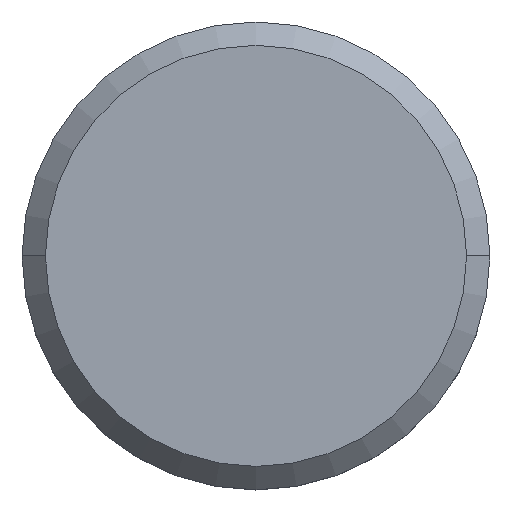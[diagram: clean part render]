
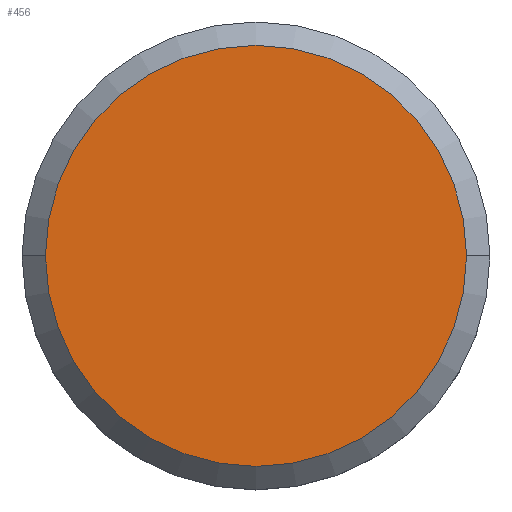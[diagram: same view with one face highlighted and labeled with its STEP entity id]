
A CAD part, top view. The second image highlights one B-rep face of the part: STEP entity #456.
In plain terms, the highlighted planar face has unit normal (0, 0, 1).
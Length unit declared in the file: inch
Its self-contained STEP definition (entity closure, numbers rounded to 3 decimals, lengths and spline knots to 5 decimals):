
#15 = ORIENTED_EDGE ( 'NONE', *, *, #431, .T. ) ;
#34 = ORIENTED_EDGE ( 'NONE', *, *, #440, .T. ) ;
#52 = EDGE_LOOP ( 'NONE', ( #15, #34 ) ) ;
#86 = CARTESIAN_POINT ( 'NONE',  ( -0.16875, 0., 2.04688 ) ) ;
#99 = DIRECTION ( 'NONE',  ( 1., 0., 0. ) ) ;
#147 = DIRECTION ( 'NONE',  ( 1., 0., 0. ) ) ;
#190 = CIRCLE ( 'NONE', #394, 0.16875 ) ;
#191 = CARTESIAN_POINT ( 'NONE',  ( 0., 0., 2.04688 ) ) ;
#206 = AXIS2_PLACEMENT_3D ( 'NONE', #558, #609, #422 ) ;
#220 = FACE_OUTER_BOUND ( 'NONE', #52, .T. ) ;
#227 = VERTEX_POINT ( 'NONE', #86 ) ;
#234 = CARTESIAN_POINT ( 'NONE',  ( 0., 0., 2.04688 ) ) ;
#288 = VERTEX_POINT ( 'NONE', #353 ) ;
#327 = DIRECTION ( 'NONE',  ( 0., 0., 1. ) ) ;
#353 = CARTESIAN_POINT ( 'NONE',  ( 0.16875, 0., 2.04688 ) ) ;
#394 = AXIS2_PLACEMENT_3D ( 'NONE', #191, #605, #147 ) ;
#422 = DIRECTION ( 'NONE',  ( -1., 0., 0. ) ) ;
#431 = EDGE_CURVE ( 'NONE', #227, #288, #190, .T. ) ;
#440 = EDGE_CURVE ( 'NONE', #288, #227, #557, .T. ) ;
#456 = ADVANCED_FACE ( 'NONE', ( #220 ), #561, .F. ) ;
#490 = AXIS2_PLACEMENT_3D ( 'NONE', #234, #327, #99 ) ;
#557 = CIRCLE ( 'NONE', #490, 0.16875 ) ;
#558 = CARTESIAN_POINT ( 'NONE',  ( 0., 0.16875, 2.04688 ) ) ;
#561 = PLANE ( 'NONE',  #206 ) ;
#605 = DIRECTION ( 'NONE',  ( 0., 0., 1. ) ) ;
#609 = DIRECTION ( 'NONE',  ( 0., 0., -1. ) ) ;
